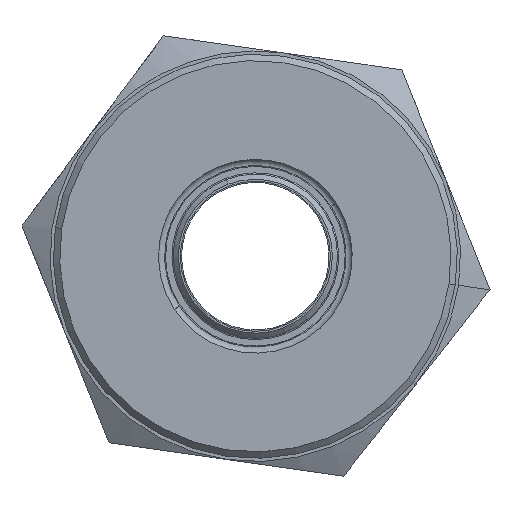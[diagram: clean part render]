
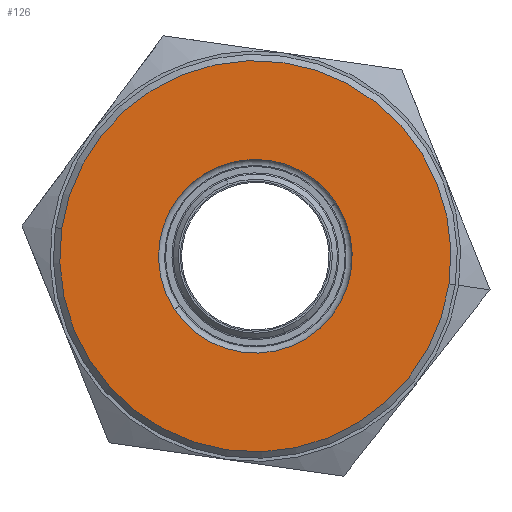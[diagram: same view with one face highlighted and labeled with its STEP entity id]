
A CAD part, front view. The second image highlights one B-rep face of the part: STEP entity #126.
In plain terms, the highlighted face is planar.
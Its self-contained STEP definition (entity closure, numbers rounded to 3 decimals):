
#35 = EDGE_CURVE ( 'NONE', #2258, #247, #1150, .T. ) ;
#126 = ADVANCED_FACE ( 'NONE', ( #1492, #624 ), #2387, .F. ) ;
#133 = CARTESIAN_POINT ( 'NONE',  ( 0., 0., -1.5 ) ) ;
#134 = DIRECTION ( 'NONE',  ( 0., 0., 1. ) ) ;
#211 = CARTESIAN_POINT ( 'NONE',  ( 7.55, 0., -1.5 ) ) ;
#247 = VERTEX_POINT ( 'NONE', #1891 ) ;
#268 = CIRCLE ( 'NONE', #629, 7.55 ) ;
#327 = DIRECTION ( 'NONE',  ( 1., 0., 0. ) ) ;
#509 = EDGE_CURVE ( 'NONE', #247, #2258, #2437, .T. ) ;
#624 = FACE_OUTER_BOUND ( 'NONE', #1576, .T. ) ;
#629 = AXIS2_PLACEMENT_3D ( 'NONE', #2165, #134, #327 ) ;
#658 = CARTESIAN_POINT ( 'NONE',  ( 0., 0., -1.5 ) ) ;
#808 = EDGE_CURVE ( 'NONE', #1626, #1919, #268, .T. ) ;
#1075 = CARTESIAN_POINT ( 'NONE',  ( 0., 0., -1.5 ) ) ;
#1098 = DIRECTION ( 'NONE',  ( 0., 0., -1. ) ) ;
#1150 = CIRCLE ( 'NONE', #1850, 15.25 ) ;
#1155 = CARTESIAN_POINT ( 'NONE',  ( -7.55, 0., -1.5 ) ) ;
#1244 = DIRECTION ( 'NONE',  ( 1., 0., 0. ) ) ;
#1297 = ORIENTED_EDGE ( 'NONE', *, *, #2037, .T. ) ;
#1433 = ORIENTED_EDGE ( 'NONE', *, *, #808, .T. ) ;
#1492 = FACE_BOUND ( 'NONE', #2642, .T. ) ;
#1576 = EDGE_LOOP ( 'NONE', ( #1737, #2579 ) ) ;
#1596 = DIRECTION ( 'NONE',  ( 1., 0., 0. ) ) ;
#1613 = CARTESIAN_POINT ( 'NONE',  ( 0., 0., -1.5 ) ) ;
#1626 = VERTEX_POINT ( 'NONE', #1155 ) ;
#1736 = DIRECTION ( 'NONE',  ( 1., 0., 0. ) ) ;
#1737 = ORIENTED_EDGE ( 'NONE', *, *, #35, .T. ) ;
#1850 = AXIS2_PLACEMENT_3D ( 'NONE', #1075, #1098, #2537 ) ;
#1869 = CIRCLE ( 'NONE', #2188, 7.55 ) ;
#1891 = CARTESIAN_POINT ( 'NONE',  ( -15.25, 0., -1.5 ) ) ;
#1919 = VERTEX_POINT ( 'NONE', #211 ) ;
#1922 = AXIS2_PLACEMENT_3D ( 'NONE', #1613, #2392, #1596 ) ;
#2037 = EDGE_CURVE ( 'NONE', #1919, #1626, #1869, .T. ) ;
#2165 = CARTESIAN_POINT ( 'NONE',  ( 0., 0., -1.5 ) ) ;
#2188 = AXIS2_PLACEMENT_3D ( 'NONE', #133, #2546, #1736 ) ;
#2227 = AXIS2_PLACEMENT_3D ( 'NONE', #658, #2477, #1244 ) ;
#2258 = VERTEX_POINT ( 'NONE', #2617 ) ;
#2387 = PLANE ( 'NONE',  #1922 ) ;
#2392 = DIRECTION ( 'NONE',  ( 0., 0., 1. ) ) ;
#2437 = CIRCLE ( 'NONE', #2227, 15.25 ) ;
#2477 = DIRECTION ( 'NONE',  ( 0., 0., -1. ) ) ;
#2537 = DIRECTION ( 'NONE',  ( 1., 0., 0. ) ) ;
#2546 = DIRECTION ( 'NONE',  ( 0., 0., 1. ) ) ;
#2579 = ORIENTED_EDGE ( 'NONE', *, *, #509, .T. ) ;
#2617 = CARTESIAN_POINT ( 'NONE',  ( 15.25, 0., -1.5 ) ) ;
#2642 = EDGE_LOOP ( 'NONE', ( #1297, #1433 ) ) ;
